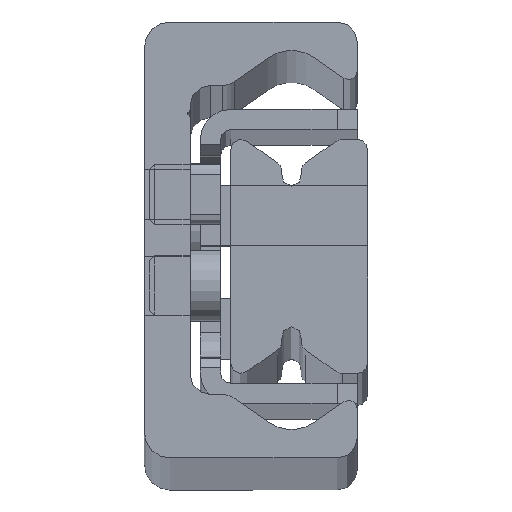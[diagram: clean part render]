
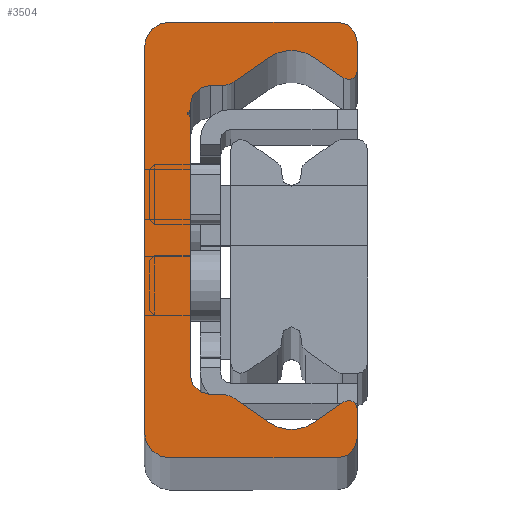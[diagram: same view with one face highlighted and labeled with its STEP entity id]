
A CAD part, top view. The second image highlights one B-rep face of the part: STEP entity #3504.
In plain terms, the highlighted planar face has unit normal (0, 0, 1).
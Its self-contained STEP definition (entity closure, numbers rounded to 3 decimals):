
#2378=CARTESIAN_POINT('',(2.499,0.,1810.0));
#2379=VERTEX_POINT('',#2378);
#2380=CARTESIAN_POINT('',(-0.001,2.5,1810.0));
#2381=VERTEX_POINT('',#2380);
#2382=CARTESIAN_POINT('',(2.499,2.5,1810.0));
#2383=DIRECTION('',(0.0,0.0,-1.0));
#2384=DIRECTION('',(-1.0,0.0,0.0));
#2385=AXIS2_PLACEMENT_3D('',#2382,#2383,#2384);
#2386=CIRCLE('',#2385,2.5);
#2387=EDGE_CURVE('',#2379,#2381,#2386,.T.);
#2420=CARTESIAN_POINT('',(-0.001,40.5,1810.0));
#2421=VERTEX_POINT('',#2420);
#2422=CARTESIAN_POINT('',(-0.001,2.5,1810.0));
#2423=DIRECTION('',(0.0,1.0,0.0));
#2424=VECTOR('',#2423,38.);
#2425=LINE('',#2422,#2424);
#2426=EDGE_CURVE('',#2381,#2421,#2425,.T.);
#2532=CARTESIAN_POINT('',(2.499,43.0,1810.0));
#2533=VERTEX_POINT('',#2532);
#2534=CARTESIAN_POINT('',(2.499,40.5,1810.0));
#2535=DIRECTION('',(0.0,0.0,-1.0));
#2536=DIRECTION('',(0.0,1.0,0.0));
#2537=AXIS2_PLACEMENT_3D('',#2534,#2535,#2536);
#2538=CIRCLE('',#2537,2.5);
#2539=EDGE_CURVE('',#2421,#2533,#2538,.T.);
#2565=CARTESIAN_POINT('',(18.999,43.0,1810.0));
#2566=VERTEX_POINT('',#2565);
#2567=CARTESIAN_POINT('',(2.499,43.0,1810.0));
#2568=DIRECTION('',(1.0,0.0,0.0));
#2569=VECTOR('',#2568,16.5);
#2570=LINE('',#2567,#2569);
#2571=EDGE_CURVE('',#2533,#2566,#2570,.T.);
#2596=CARTESIAN_POINT('',(20.999,41.0,1810.0));
#2597=VERTEX_POINT('',#2596);
#2598=CARTESIAN_POINT('',(18.999,41.0,1810.0));
#2599=DIRECTION('',(0.0,0.0,-1.0));
#2600=DIRECTION('',(1.0,0.0,0.0));
#2601=AXIS2_PLACEMENT_3D('',#2598,#2599,#2600);
#2602=CIRCLE('',#2601,2.);
#2603=EDGE_CURVE('',#2566,#2597,#2602,.T.);
#2629=CARTESIAN_POINT('',(20.999,38.15,1810.0));
#2630=VERTEX_POINT('',#2629);
#2631=CARTESIAN_POINT('',(20.999,41.0,1810.0));
#2632=DIRECTION('',(0.0,-1.0,0.0));
#2633=VECTOR('',#2632,2.85);
#2634=LINE('',#2631,#2633);
#2635=EDGE_CURVE('',#2597,#2630,#2634,.T.);
#2660=CARTESIAN_POINT('',(19.662,37.453,1810.0));
#2661=VERTEX_POINT('',#2660);
#2662=CARTESIAN_POINT('',(20.149,38.15,1810.0));
#2663=DIRECTION('',(0.0,0.0,-1.0));
#2664=DIRECTION('',(-0.574,-0.819,0.0));
#2665=AXIS2_PLACEMENT_3D('',#2662,#2663,#2664);
#2666=CIRCLE('',#2665,0.85);
#2667=EDGE_CURVE('',#2630,#2661,#2666,.T.);
#2693=CARTESIAN_POINT('',(16.794,39.462,1810.0));
#2694=VERTEX_POINT('',#2693);
#2695=CARTESIAN_POINT('',(19.662,37.453,1810.0));
#2696=DIRECTION('',(-0.819,0.574,0.0));
#2697=VECTOR('',#2696,3.501);
#2698=LINE('',#2695,#2697);
#2699=EDGE_CURVE('',#2661,#2694,#2698,.T.);
#2724=CARTESIAN_POINT('',(12.205,39.462,1810.0));
#2725=VERTEX_POINT('',#2724);
#2726=CARTESIAN_POINT('',(14.499,36.185,1810.0));
#2727=DIRECTION('',(0.0,0.0,1.0));
#2728=DIRECTION('',(-0.574,-0.819,0.0));
#2729=AXIS2_PLACEMENT_3D('',#2726,#2727,#2728);
#2730=CIRCLE('',#2729,4.);
#2731=EDGE_CURVE('',#2694,#2725,#2730,.T.);
#2757=CARTESIAN_POINT('',(8.849,37.112,1810.0));
#2758=VERTEX_POINT('',#2757);
#2759=CARTESIAN_POINT('',(12.205,39.462,1810.0));
#2760=DIRECTION('',(-0.819,-0.574,0.0));
#2761=VECTOR('',#2760,4.097);
#2762=LINE('',#2759,#2761);
#2763=EDGE_CURVE('',#2725,#2758,#2762,.T.);
#2788=CARTESIAN_POINT('',(7.702,36.75,1810.0));
#2789=VERTEX_POINT('',#2788);
#2790=CARTESIAN_POINT('',(7.702,38.75,1810.0));
#2791=DIRECTION('',(0.0,0.0,-1.0));
#2792=DIRECTION('',(0.0,-1.0,0.0));
#2793=AXIS2_PLACEMENT_3D('',#2790,#2791,#2792);
#2794=CIRCLE('',#2793,2.);
#2795=EDGE_CURVE('',#2758,#2789,#2794,.T.);
#2821=CARTESIAN_POINT('',(6.499,36.75,1810.0));
#2822=VERTEX_POINT('',#2821);
#2823=CARTESIAN_POINT('',(7.702,36.75,1810.0));
#2824=DIRECTION('',(-1.0,0.0,0.0));
#2825=VECTOR('',#2824,1.203);
#2826=LINE('',#2823,#2825);
#2827=EDGE_CURVE('',#2789,#2822,#2826,.T.);
#2852=CARTESIAN_POINT('',(4.499,34.75,1810.0));
#2853=VERTEX_POINT('',#2852);
#2854=CARTESIAN_POINT('',(6.499,34.75,1810.0));
#2855=DIRECTION('',(0.0,0.0,1.0));
#2856=DIRECTION('',(0.0,-1.0,0.0));
#2857=AXIS2_PLACEMENT_3D('',#2854,#2855,#2856);
#2858=CIRCLE('',#2857,2.0);
#2859=EDGE_CURVE('',#2822,#2853,#2858,.T.);
#2885=CARTESIAN_POINT('',(4.499,34.361,1810.0));
#2886=VERTEX_POINT('',#2885);
#2887=CARTESIAN_POINT('',(4.499,34.75,1810.0));
#2888=DIRECTION('',(0.0,-1.0,0.0));
#2889=VECTOR('',#2888,0.389);
#2890=LINE('',#2887,#2889);
#2891=EDGE_CURVE('',#2853,#2886,#2890,.T.);
#2916=CARTESIAN_POINT('',(4.411,34.234,1810.0));
#2917=VERTEX_POINT('',#2916);
#2918=CARTESIAN_POINT('',(4.363,34.361,1810.0));
#2919=DIRECTION('',(0.0,0.0,-1.));
#2920=DIRECTION('',(0.353,-0.936,0.0));
#2921=AXIS2_PLACEMENT_3D('',#2918,#2919,#2920);
#2922=CIRCLE('',#2921,0.136);
#2923=EDGE_CURVE('',#2886,#2917,#2922,.T.);
#2949=CARTESIAN_POINT('',(4.422,33.762,1810.0));
#2950=VERTEX_POINT('',#2949);
#2951=CARTESIAN_POINT('',(4.499,34.0,1810.0));
#2952=DIRECTION('',(0.0,0.0,1.0));
#2953=DIRECTION('',(0.353,-0.936,0.0));
#2954=AXIS2_PLACEMENT_3D('',#2951,#2952,#2953);
#2955=CIRCLE('',#2954,0.25);
#2956=EDGE_CURVE('',#2917,#2950,#2955,.T.);
#2982=CARTESIAN_POINT('',(4.499,33.656,1810.0));
#2983=VERTEX_POINT('',#2982);
#2984=CARTESIAN_POINT('',(4.387,33.656,1810.0));
#2985=DIRECTION('',(0.0,0.0,-1.0));
#2986=DIRECTION('',(1.0,0.0,0.0));
#2987=AXIS2_PLACEMENT_3D('',#2984,#2985,#2986);
#2988=CIRCLE('',#2987,0.112);
#2989=EDGE_CURVE('',#2950,#2983,#2988,.T.);
#3015=CARTESIAN_POINT('',(4.499,8.25,1810.0));
#3016=VERTEX_POINT('',#3015);
#3017=CARTESIAN_POINT('',(4.499,33.656,1810.0));
#3018=DIRECTION('',(0.0,-1.0,0.0));
#3019=VECTOR('',#3018,25.406);
#3020=LINE('',#3017,#3019);
#3021=EDGE_CURVE('',#2983,#3016,#3020,.T.);
#3127=CARTESIAN_POINT('',(6.499,6.25,1810.0));
#3128=VERTEX_POINT('',#3127);
#3129=CARTESIAN_POINT('',(6.499,8.25,1810.0));
#3130=DIRECTION('',(0.0,0.0,1.0));
#3131=DIRECTION('',(1.0,0.0,0.0));
#3132=AXIS2_PLACEMENT_3D('',#3129,#3130,#3131);
#3133=CIRCLE('',#3132,2.0);
#3134=EDGE_CURVE('',#3016,#3128,#3133,.T.);
#3160=CARTESIAN_POINT('',(7.702,6.25,1810.0));
#3161=VERTEX_POINT('',#3160);
#3162=CARTESIAN_POINT('',(6.499,6.25,1810.0));
#3163=DIRECTION('',(1.0,0.0,0.0));
#3164=VECTOR('',#3163,1.203);
#3165=LINE('',#3162,#3164);
#3166=EDGE_CURVE('',#3128,#3161,#3165,.T.);
#3191=CARTESIAN_POINT('',(8.849,5.888,1810.0));
#3192=VERTEX_POINT('',#3191);
#3193=CARTESIAN_POINT('',(7.702,4.25,1810.0));
#3194=DIRECTION('',(0.0,0.0,-1.0));
#3195=DIRECTION('',(0.574,0.819,0.0));
#3196=AXIS2_PLACEMENT_3D('',#3193,#3194,#3195);
#3197=CIRCLE('',#3196,2.);
#3198=EDGE_CURVE('',#3161,#3192,#3197,.T.);
#3224=CARTESIAN_POINT('',(12.205,3.538,1810.0));
#3225=VERTEX_POINT('',#3224);
#3226=CARTESIAN_POINT('',(8.849,5.888,1810.0));
#3227=DIRECTION('',(0.819,-0.574,0.0));
#3228=VECTOR('',#3227,4.097);
#3229=LINE('',#3226,#3228);
#3230=EDGE_CURVE('',#3192,#3225,#3229,.T.);
#3255=CARTESIAN_POINT('',(16.794,3.538,1810.0));
#3256=VERTEX_POINT('',#3255);
#3257=CARTESIAN_POINT('',(14.499,6.815,1810.0));
#3258=DIRECTION('',(0.0,0.0,1.0));
#3259=DIRECTION('',(0.574,0.819,0.0));
#3260=AXIS2_PLACEMENT_3D('',#3257,#3258,#3259);
#3261=CIRCLE('',#3260,4.);
#3262=EDGE_CURVE('',#3225,#3256,#3261,.T.);
#3288=CARTESIAN_POINT('',(19.662,5.547,1810.0));
#3289=VERTEX_POINT('',#3288);
#3290=CARTESIAN_POINT('',(16.794,3.538,1810.0));
#3291=DIRECTION('',(0.819,0.574,0.0));
#3292=VECTOR('',#3291,3.501);
#3293=LINE('',#3290,#3292);
#3294=EDGE_CURVE('',#3256,#3289,#3293,.T.);
#3319=CARTESIAN_POINT('',(20.999,4.85,1810.0));
#3320=VERTEX_POINT('',#3319);
#3321=CARTESIAN_POINT('',(20.149,4.85,1810.0));
#3322=DIRECTION('',(0.0,0.0,-1.0));
#3323=DIRECTION('',(1.0,0.0,0.0));
#3324=AXIS2_PLACEMENT_3D('',#3321,#3322,#3323);
#3325=CIRCLE('',#3324,0.85);
#3326=EDGE_CURVE('',#3289,#3320,#3325,.T.);
#3352=CARTESIAN_POINT('',(20.999,2.,1810.0));
#3353=VERTEX_POINT('',#3352);
#3354=CARTESIAN_POINT('',(20.999,4.85,1810.0));
#3355=DIRECTION('',(0.0,-1.0,0.0));
#3356=VECTOR('',#3355,2.85);
#3357=LINE('',#3354,#3356);
#3358=EDGE_CURVE('',#3320,#3353,#3357,.T.);
#3383=CARTESIAN_POINT('',(18.999,0.,1810.0));
#3384=VERTEX_POINT('',#3383);
#3385=CARTESIAN_POINT('',(18.999,2.,1810.0));
#3386=DIRECTION('',(0.0,0.0,-1.0));
#3387=DIRECTION('',(0.0,-1.0,0.0));
#3388=AXIS2_PLACEMENT_3D('',#3385,#3386,#3387);
#3389=CIRCLE('',#3388,2.);
#3390=EDGE_CURVE('',#3353,#3384,#3389,.T.);
#3416=CARTESIAN_POINT('',(18.999,0.,1810.0));
#3417=DIRECTION('',(-1.0,0.0,0.0));
#3418=VECTOR('',#3417,16.5);
#3419=LINE('',#3416,#3418);
#3420=EDGE_CURVE('',#3384,#2379,#3419,.T.);
#3469=CARTESIAN_POINT('',(7.822,21.517,1810.0));
#3470=DIRECTION('',(0.0,0.0,1.0));
#3471=DIRECTION('',(1.0,0.0,0.0));
#3472=AXIS2_PLACEMENT_3D('',#3469,#3470,#3471);
#3473=PLANE('',#3472);
#3474=ORIENTED_EDGE('',*,*,#2387,.F.);
#3475=ORIENTED_EDGE('',*,*,#3420,.F.);
#3476=ORIENTED_EDGE('',*,*,#3390,.F.);
#3477=ORIENTED_EDGE('',*,*,#3358,.F.);
#3478=ORIENTED_EDGE('',*,*,#3326,.F.);
#3479=ORIENTED_EDGE('',*,*,#3294,.F.);
#3480=ORIENTED_EDGE('',*,*,#3262,.F.);
#3481=ORIENTED_EDGE('',*,*,#3230,.F.);
#3482=ORIENTED_EDGE('',*,*,#3198,.F.);
#3483=ORIENTED_EDGE('',*,*,#3166,.F.);
#3484=ORIENTED_EDGE('',*,*,#3134,.F.);
#3485=ORIENTED_EDGE('',*,*,#3021,.F.);
#3486=ORIENTED_EDGE('',*,*,#2989,.F.);
#3487=ORIENTED_EDGE('',*,*,#2956,.F.);
#3488=ORIENTED_EDGE('',*,*,#2923,.F.);
#3489=ORIENTED_EDGE('',*,*,#2891,.F.);
#3490=ORIENTED_EDGE('',*,*,#2859,.F.);
#3491=ORIENTED_EDGE('',*,*,#2827,.F.);
#3492=ORIENTED_EDGE('',*,*,#2795,.F.);
#3493=ORIENTED_EDGE('',*,*,#2763,.F.);
#3494=ORIENTED_EDGE('',*,*,#2731,.F.);
#3495=ORIENTED_EDGE('',*,*,#2699,.F.);
#3496=ORIENTED_EDGE('',*,*,#2667,.F.);
#3497=ORIENTED_EDGE('',*,*,#2635,.F.);
#3498=ORIENTED_EDGE('',*,*,#2603,.F.);
#3499=ORIENTED_EDGE('',*,*,#2571,.F.);
#3500=ORIENTED_EDGE('',*,*,#2539,.F.);
#3501=ORIENTED_EDGE('',*,*,#2426,.F.);
#3502=EDGE_LOOP('',(#3474,#3475,#3476,#3477,#3478,#3479,#3480,#3481,#3482,#3483,#3484,#3485,#3486,#3487,#3488,#3489,#3490,#3491,#3492,#3493,#3494,#3495,#3496,#3497,#3498,#3499,#3500,#3501));
#3503=FACE_OUTER_BOUND('',#3502,.T.);
#3504=ADVANCED_FACE('',(#3503),#3473,.T.);
